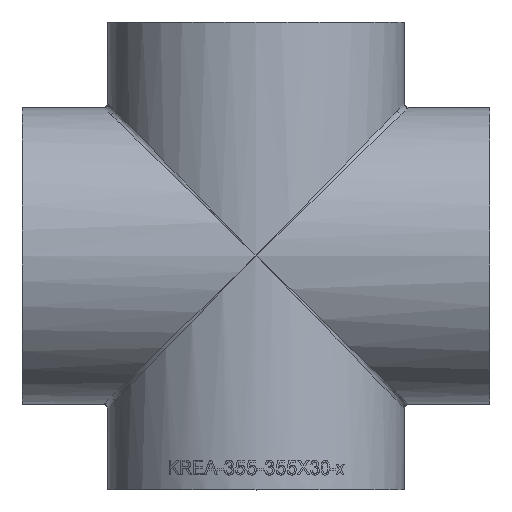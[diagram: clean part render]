
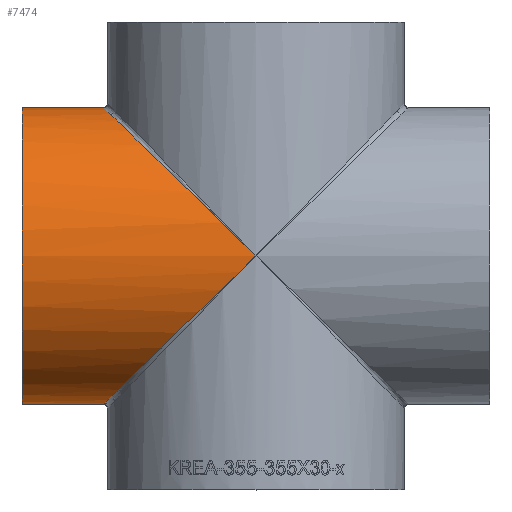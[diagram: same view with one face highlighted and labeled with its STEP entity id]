
A CAD part, top view. The second image highlights one B-rep face of the part: STEP entity #7474.
In plain terms, the highlighted cylindrical face has radius 177.8 mm (diameter 355.6 mm), a full revolution.
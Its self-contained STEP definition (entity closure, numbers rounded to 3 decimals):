
#1678 = CARTESIAN_POINT ( 'NONE',  ( 0., 0., -177.8 ) ) ;
#2745 = CARTESIAN_POINT ( 'NONE',  ( 0., 0., 177.8 ) ) ;
#3367 = CARTESIAN_POINT ( 'NONE',  ( 0., 0., -177.8 ) ) ;
#3929 = DIRECTION ( 'NONE',  ( 0., 0., 1. ) ) ;
#5119 = EDGE_CURVE ( 'NONE', #22811, #22811, #24182, .T. ) ;
#6471 = EDGE_LOOP ( 'NONE', ( #29220 ) ) ;
#7474 = ADVANCED_FACE ( 'NONE', ( #29952, #33966 ), #20339, .T. ) ;
#9201 = AXIS2_PLACEMENT_3D ( 'NONE', #19490, #26079, #9877 ) ;
#9813 = CARTESIAN_POINT ( 'NONE',  ( 0., 0., 177.8 ) ) ;
#9877 = DIRECTION ( 'NONE',  ( 0., 0., 1. ) ) ;
#9973 = CARTESIAN_POINT ( 'NONE',  ( -365.6, -355.6, 177.8 ) ) ;
#15710 = ORIENTED_EDGE ( 'NONE', *, *, #27684, .T. ) ;
#17153 = CARTESIAN_POINT ( 'NONE',  ( 280., 0., 0. ) ) ;
#17879 =( BOUNDED_CURVE ( )  B_SPLINE_CURVE ( 3, ( #3367, #26378, #9973, #2745 ),
 .UNSPECIFIED., .F., .F. ) 
 B_SPLINE_CURVE_WITH_KNOTS ( ( 4, 4 ),
 ( 4.712, 7.854 ),
 .UNSPECIFIED. ) 
 CURVE ( )  GEOMETRIC_REPRESENTATION_ITEM ( )  RATIONAL_B_SPLINE_CURVE ( ( 1., 0.333, 0.333, 1. ) ) 
 REPRESENTATION_ITEM ( '' )  );
#19490 = CARTESIAN_POINT ( 'NONE',  ( -280., 0., 0. ) ) ;
#19498 =( BOUNDED_CURVE ( )  B_SPLINE_CURVE ( 3, ( #41115, #27846, #38103, #31710 ),
 .UNSPECIFIED., .F., .F. ) 
 B_SPLINE_CURVE_WITH_KNOTS ( ( 4, 4 ),
 ( 4.712, 7.854 ),
 .UNSPECIFIED. ) 
 CURVE ( )  GEOMETRIC_REPRESENTATION_ITEM ( )  RATIONAL_B_SPLINE_CURVE ( ( 1., 0.333, 0.333, 1. ) ) 
 REPRESENTATION_ITEM ( '' )  );
#20339 = CYLINDRICAL_SURFACE ( 'NONE', #40412, 177.8 ) ;
#21088 = EDGE_LOOP ( 'NONE', ( #15710, #27553 ) ) ;
#22811 = VERTEX_POINT ( 'NONE', #35819 ) ;
#24182 = CIRCLE ( 'NONE', #9201, 177.8 ) ;
#26079 = DIRECTION ( 'NONE',  ( -1., 0., 0. ) ) ;
#26378 = CARTESIAN_POINT ( 'NONE',  ( -365.6, -355.6, -177.8 ) ) ;
#27553 = ORIENTED_EDGE ( 'NONE', *, *, #33609, .T. ) ;
#27684 = EDGE_CURVE ( 'NONE', #34183, #40900, #17879, .T. ) ;
#27846 = CARTESIAN_POINT ( 'NONE',  ( -365.6, 355.6, 177.8 ) ) ;
#29220 = ORIENTED_EDGE ( 'NONE', *, *, #5119, .F. ) ;
#29952 = FACE_OUTER_BOUND ( 'NONE', #6471, .T. ) ;
#31710 = CARTESIAN_POINT ( 'NONE',  ( 0., 0., -177.8 ) ) ;
#33139 = DIRECTION ( 'NONE',  ( -1., 0., 0. ) ) ;
#33609 = EDGE_CURVE ( 'NONE', #40900, #34183, #19498, .T. ) ;
#33966 = FACE_OUTER_BOUND ( 'NONE', #21088, .T. ) ;
#34183 = VERTEX_POINT ( 'NONE', #1678 ) ;
#35819 = CARTESIAN_POINT ( 'NONE',  ( -280., 0., 177.8 ) ) ;
#38103 = CARTESIAN_POINT ( 'NONE',  ( -365.6, 355.6, -177.8 ) ) ;
#40412 = AXIS2_PLACEMENT_3D ( 'NONE', #17153, #33139, #3929 ) ;
#40900 = VERTEX_POINT ( 'NONE', #9813 ) ;
#41115 = CARTESIAN_POINT ( 'NONE',  ( 0., 0., 177.8 ) ) ;
